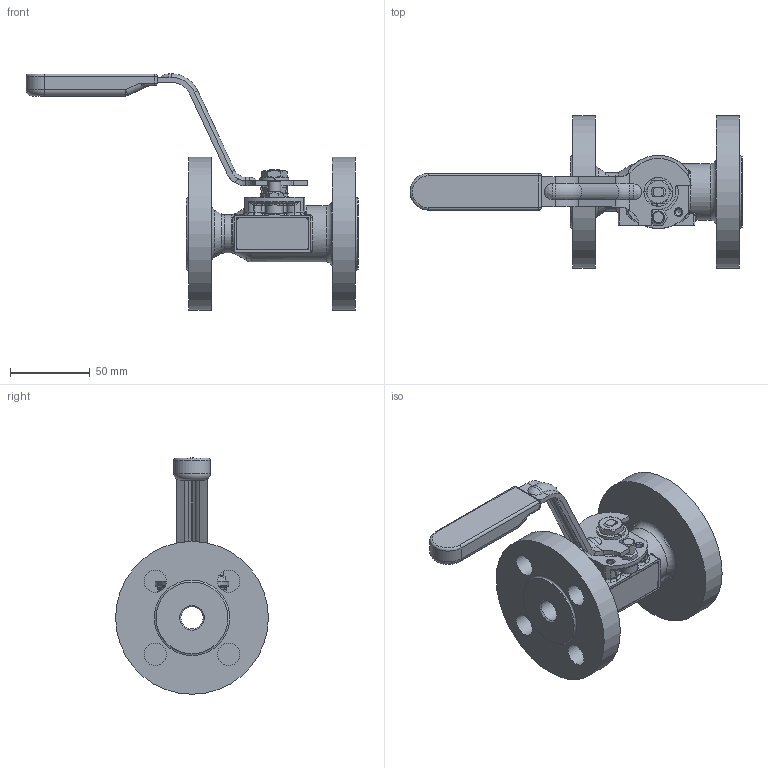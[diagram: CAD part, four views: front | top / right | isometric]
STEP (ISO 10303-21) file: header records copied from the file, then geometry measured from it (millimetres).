
FILE_DESCRIPTION(/* description */ (''),/* implementation_level */ '2;1');
FILE_NAME(/* name */ 'GA-F519-05-PN16-W-A-1.stp',/* time_stamp */ '2022-01-21T10:37:31+05:00',/* author */ ('10152264'),/* organization */ (''),/* preprocessor_version */ 'ST-DEVELOPER v16.1',/* originating_system */ 'Autodesk Inventor 2016',/* authorisation */ '');
FILE_SCHEMA (('AUTOMOTIVE_DESIGN { 1 0 10303 214 3 1 1 }'));
Length unit declared in the file: millimetre
Products named in the file (1): GA-F519-05-PN16-W-A-1
Bounding box: 208.58 x 96 x 148.57 mm (x, y, z)
Volume: 299524.9 mm3; surface area: 69142.6 mm2
Topology: 1 solids, 1 shells, 526 faces, 1301 edges, 748 vertices
Faces by surface type: plane 183, cylinder 147, bspline 79, torus 53, cone 41, sphere 23
Full cylindrical faces by diameter (mm): 4.134 x4, 4.917 x1, 7.925 x1, 13.85 x1, 14 x8, 14.095 x1, 17.45 x1, 24 x1, 25.085 x1, 35.3 x1, 45 x2, 96 x2
Entity records: 17888 total; most frequent: CARTESIAN_POINT 5751, ORIENTED_EDGE 2412, DIRECTION 2376, EDGE_CURVE 1206, AXIS2_PLACEMENT_3D 943, VERTEX_POINT 731, EDGE_LOOP 601, FACE_OUTER_BOUND 526
